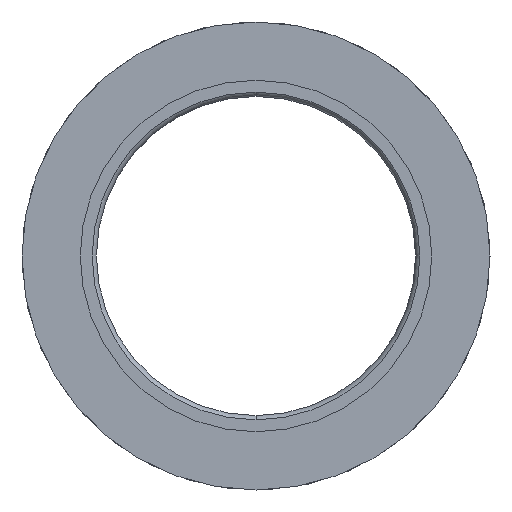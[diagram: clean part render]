
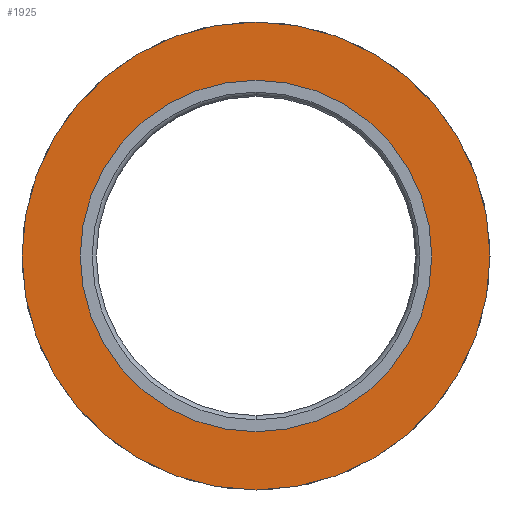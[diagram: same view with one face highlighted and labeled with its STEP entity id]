
A CAD part, front view. The second image highlights one B-rep face of the part: STEP entity #1925.
In plain terms, the highlighted planar face has unit normal (0, -1, 0).
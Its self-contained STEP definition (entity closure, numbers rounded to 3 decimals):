
#271 = CIRCLE ( 'NONE', #2276, 27.5 ) ;
#383 = CIRCLE ( 'NONE', #6607, 20.65 ) ;
#812 = EDGE_CURVE ( 'NONE', #9893, #7763, #2439, .T. ) ;
#955 = EDGE_LOOP ( 'NONE', ( #7030, #4556 ) ) ;
#1144 = VERTEX_POINT ( 'NONE', #8519 ) ;
#1147 = FACE_BOUND ( 'NONE', #955, .T. ) ;
#1925 = ADVANCED_FACE ( 'NONE', ( #1147, #3351 ), #8036, .T. ) ;
#2276 = AXIS2_PLACEMENT_3D ( 'NONE', #5698, #6060, #6048 ) ;
#2439 = CIRCLE ( 'NONE', #3911, 27.5 ) ;
#3016 = EDGE_CURVE ( 'NONE', #7763, #9893, #271, .T. ) ;
#3351 = FACE_OUTER_BOUND ( 'NONE', #5617, .T. ) ;
#3911 = AXIS2_PLACEMENT_3D ( 'NONE', #5689, #7960, #6675 ) ;
#4005 = DIRECTION ( 'NONE',  ( 0., 0., 1. ) ) ;
#4060 = DIRECTION ( 'NONE',  ( 0., 1., 0. ) ) ;
#4092 = CARTESIAN_POINT ( 'NONE',  ( 0., 0., 0. ) ) ;
#4556 = ORIENTED_EDGE ( 'NONE', *, *, #5456, .T. ) ;
#4577 = AXIS2_PLACEMENT_3D ( 'NONE', #8464, #8352, #8284 ) ;
#4790 = CARTESIAN_POINT ( 'NONE',  ( 0., 0., 27.5 ) ) ;
#5209 = VERTEX_POINT ( 'NONE', #9366 ) ;
#5225 = EDGE_CURVE ( 'NONE', #5209, #1144, #10237, .T. ) ;
#5358 = AXIS2_PLACEMENT_3D ( 'NONE', #8443, #7968, #7573 ) ;
#5456 = EDGE_CURVE ( 'NONE', #1144, #5209, #383, .T. ) ;
#5617 = EDGE_LOOP ( 'NONE', ( #7362, #6156 ) ) ;
#5689 = CARTESIAN_POINT ( 'NONE',  ( 0., 0., 0. ) ) ;
#5698 = CARTESIAN_POINT ( 'NONE',  ( 0., 0., 0. ) ) ;
#5913 = CARTESIAN_POINT ( 'NONE',  ( 0., 0., -27.5 ) ) ;
#6048 = DIRECTION ( 'NONE',  ( 0., 0., 1. ) ) ;
#6060 = DIRECTION ( 'NONE',  ( 0., 1., 0. ) ) ;
#6156 = ORIENTED_EDGE ( 'NONE', *, *, #3016, .F. ) ;
#6607 = AXIS2_PLACEMENT_3D ( 'NONE', #4092, #4060, #4005 ) ;
#6675 = DIRECTION ( 'NONE',  ( 0., 0., 1. ) ) ;
#7030 = ORIENTED_EDGE ( 'NONE', *, *, #5225, .T. ) ;
#7362 = ORIENTED_EDGE ( 'NONE', *, *, #812, .F. ) ;
#7573 = DIRECTION ( 'NONE',  ( 0., 0., -1. ) ) ;
#7763 = VERTEX_POINT ( 'NONE', #5913 ) ;
#7960 = DIRECTION ( 'NONE',  ( 0., 1., 0. ) ) ;
#7968 = DIRECTION ( 'NONE',  ( 0., -1., 0. ) ) ;
#8036 = PLANE ( 'NONE',  #5358 ) ;
#8284 = DIRECTION ( 'NONE',  ( 0., 0., 1. ) ) ;
#8352 = DIRECTION ( 'NONE',  ( 0., 1., 0. ) ) ;
#8443 = CARTESIAN_POINT ( 'NONE',  ( 0., 0., 20.65 ) ) ;
#8464 = CARTESIAN_POINT ( 'NONE',  ( 0., 0., 0. ) ) ;
#8519 = CARTESIAN_POINT ( 'NONE',  ( 0., 0., -20.65 ) ) ;
#9366 = CARTESIAN_POINT ( 'NONE',  ( 0., 0., 20.65 ) ) ;
#9893 = VERTEX_POINT ( 'NONE', #4790 ) ;
#10237 = CIRCLE ( 'NONE', #4577, 20.65 ) ;
